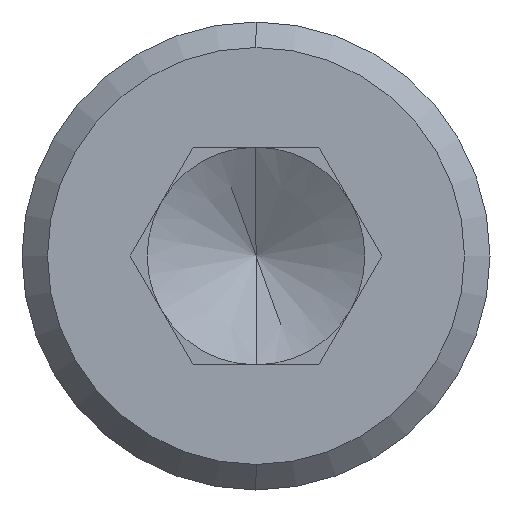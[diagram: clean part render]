
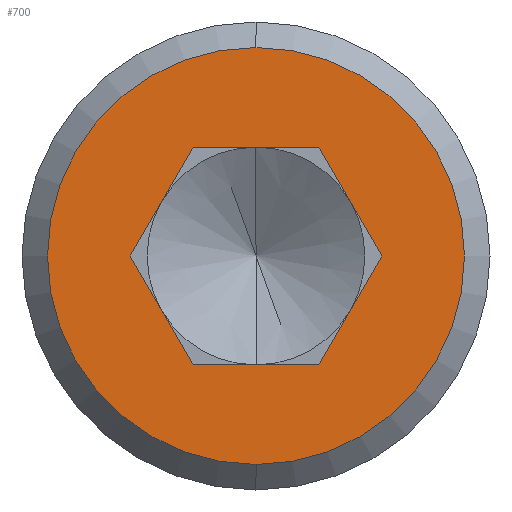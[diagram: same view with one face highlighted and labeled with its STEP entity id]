
A CAD part, left-side view. The second image highlights one B-rep face of the part: STEP entity #700.
In plain terms, the highlighted planar face has unit normal (-1, 0, 0).
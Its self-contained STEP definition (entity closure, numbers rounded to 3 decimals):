
#6 = EDGE_CURVE ( 'NONE', #137, #72, #683, .T. ) ;
#27 = ORIENTED_EDGE ( 'NONE', *, *, #600, .F. ) ;
#33 = VERTEX_POINT ( 'NONE', #223 ) ;
#47 = VECTOR ( 'NONE', #444, 1000. ) ;
#50 = CARTESIAN_POINT ( 'NONE',  ( 0., 0.739, 1.28 ) ) ;
#56 = LINE ( 'NONE', #287, #153 ) ;
#64 = DIRECTION ( 'NONE',  ( 0., -1., 0. ) ) ;
#70 = CARTESIAN_POINT ( 'NONE',  ( 0., 0., 0. ) ) ;
#72 = VERTEX_POINT ( 'NONE', #124 ) ;
#75 = EDGE_LOOP ( 'NONE', ( #720, #132 ) ) ;
#94 = VECTOR ( 'NONE', #172, 1000. ) ;
#95 = FACE_BOUND ( 'NONE', #244, .T. ) ;
#116 = VECTOR ( 'NONE', #64, 1000. ) ;
#123 = CARTESIAN_POINT ( 'NONE',  ( 0., 0.739, -1.28 ) ) ;
#124 = CARTESIAN_POINT ( 'NONE',  ( 0., 0., 2.45 ) ) ;
#125 = DIRECTION ( 'NONE',  ( -1., 0., 0. ) ) ;
#132 = ORIENTED_EDGE ( 'NONE', *, *, #519, .T. ) ;
#137 = VERTEX_POINT ( 'NONE', #394 ) ;
#153 = VECTOR ( 'NONE', #285, 1000. ) ;
#158 = CARTESIAN_POINT ( 'NONE',  ( 0., -0.739, 1.28 ) ) ;
#159 = DIRECTION ( 'NONE',  ( 0., -0.5, -0.866 ) ) ;
#160 = EDGE_CURVE ( 'NONE', #360, #373, #56, .T. ) ;
#172 = DIRECTION ( 'NONE',  ( 0., 0.5, -0.866 ) ) ;
#176 = AXIS2_PLACEMENT_3D ( 'NONE', #446, #341, #550 ) ;
#209 = CARTESIAN_POINT ( 'NONE',  ( 0., 0., 0. ) ) ;
#217 = CARTESIAN_POINT ( 'NONE',  ( 0., 1.478, 0. ) ) ;
#223 = CARTESIAN_POINT ( 'NONE',  ( 0., -1.478, 0. ) ) ;
#228 = ORIENTED_EDGE ( 'NONE', *, *, #160, .F. ) ;
#230 = CARTESIAN_POINT ( 'NONE',  ( 0., -1.478, 0. ) ) ;
#234 = EDGE_CURVE ( 'NONE', #307, #373, #693, .T. ) ;
#244 = EDGE_LOOP ( 'NONE', ( #326, #228, #534, #312, #27, #265 ) ) ;
#265 = ORIENTED_EDGE ( 'NONE', *, *, #722, .F. ) ;
#267 = CARTESIAN_POINT ( 'NONE',  ( 0., 1.478, 0. ) ) ;
#285 = DIRECTION ( 'NONE',  ( 0., 1., 0. ) ) ;
#287 = CARTESIAN_POINT ( 'NONE',  ( 0., -0.739, 1.28 ) ) ;
#307 = VERTEX_POINT ( 'NONE', #217 ) ;
#312 = ORIENTED_EDGE ( 'NONE', *, *, #532, .T. ) ;
#326 = ORIENTED_EDGE ( 'NONE', *, *, #234, .T. ) ;
#330 = DIRECTION ( 'NONE',  ( 0., 0., 1. ) ) ;
#334 = LINE ( 'NONE', #267, #47 ) ;
#338 = PLANE ( 'NONE',  #176 ) ;
#341 = DIRECTION ( 'NONE',  ( -1., 0., 0. ) ) ;
#351 = LINE ( 'NONE', #230, #94 ) ;
#360 = VERTEX_POINT ( 'NONE', #620 ) ;
#373 = VERTEX_POINT ( 'NONE', #50 ) ;
#390 = VECTOR ( 'NONE', #476, 1000. ) ;
#391 = CIRCLE ( 'NONE', #413, 2.45 ) ;
#394 = CARTESIAN_POINT ( 'NONE',  ( 0., 0., -2.45 ) ) ;
#401 = DIRECTION ( 'NONE',  ( 0., 0., 1. ) ) ;
#413 = AXIS2_PLACEMENT_3D ( 'NONE', #70, #125, #401 ) ;
#427 = EDGE_CURVE ( 'NONE', #360, #33, #726, .T. ) ;
#442 = DIRECTION ( 'NONE',  ( -1., 0., 0. ) ) ;
#444 = DIRECTION ( 'NONE',  ( 0., -0.5, -0.866 ) ) ;
#446 = CARTESIAN_POINT ( 'NONE',  ( 0., 0., 0. ) ) ;
#457 = VERTEX_POINT ( 'NONE', #571 ) ;
#476 = DIRECTION ( 'NONE',  ( 0., -0.5, 0.866 ) ) ;
#492 = FACE_OUTER_BOUND ( 'NONE', #75, .T. ) ;
#493 = VERTEX_POINT ( 'NONE', #691 ) ;
#519 = EDGE_CURVE ( 'NONE', #72, #137, #391, .T. ) ;
#532 = EDGE_CURVE ( 'NONE', #33, #493, #351, .T. ) ;
#534 = ORIENTED_EDGE ( 'NONE', *, *, #427, .T. ) ;
#550 = DIRECTION ( 'NONE',  ( 0., 0., 1. ) ) ;
#571 = CARTESIAN_POINT ( 'NONE',  ( 0., 0.739, -1.28 ) ) ;
#600 = EDGE_CURVE ( 'NONE', #457, #493, #632, .T. ) ;
#619 = VECTOR ( 'NONE', #159, 1000. ) ;
#620 = CARTESIAN_POINT ( 'NONE',  ( 0., -0.739, 1.28 ) ) ;
#632 = LINE ( 'NONE', #123, #116 ) ;
#636 = CARTESIAN_POINT ( 'NONE',  ( 0., 1.478, 0. ) ) ;
#683 = CIRCLE ( 'NONE', #694, 2.45 ) ;
#691 = CARTESIAN_POINT ( 'NONE',  ( 0., -0.739, -1.28 ) ) ;
#693 = LINE ( 'NONE', #636, #390 ) ;
#694 = AXIS2_PLACEMENT_3D ( 'NONE', #209, #442, #330 ) ;
#700 = ADVANCED_FACE ( 'NONE', ( #95, #492 ), #338, .T. ) ;
#720 = ORIENTED_EDGE ( 'NONE', *, *, #6, .T. ) ;
#722 = EDGE_CURVE ( 'NONE', #307, #457, #334, .T. ) ;
#726 = LINE ( 'NONE', #158, #619 ) ;
